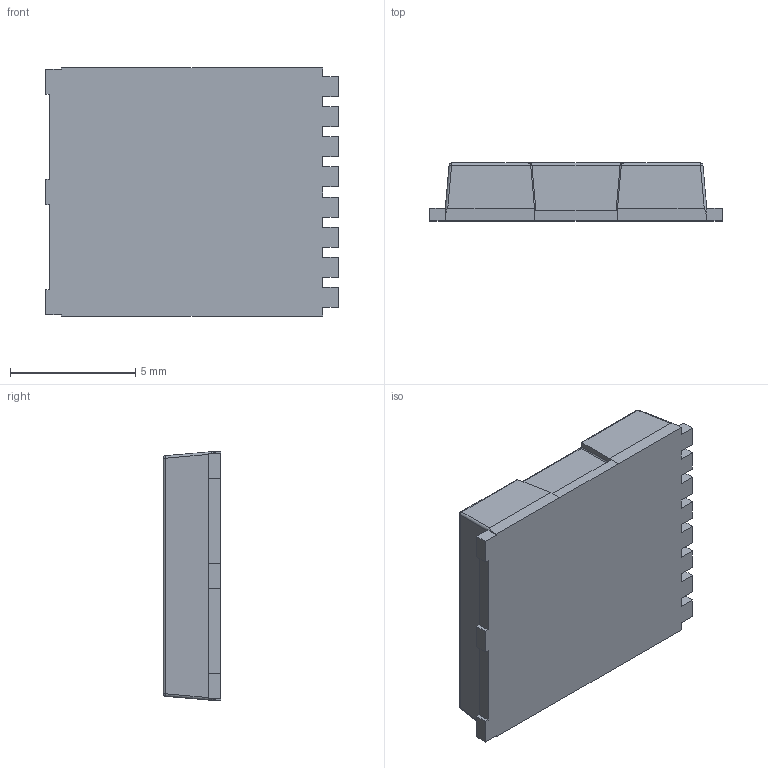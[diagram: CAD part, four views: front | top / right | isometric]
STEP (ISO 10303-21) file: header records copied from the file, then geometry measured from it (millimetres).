
FILE_DESCRIPTION (( 'STEP AP214' ), '1' );
FILE_NAME ('Infineon PG-HSOF-8-1.STEP', '2017-01-06T06:05:40', ( '' ), ( '' ), 'SwSTEP 2.0', 'SolidWorks 2016', '' );
FILE_SCHEMA (( 'AUTOMOTIVE_DESIGN' ));
Length unit declared in the file: millimetre
Products named in the file (1): Infineon PG-HSOF-8-1
Bounding box: 11.68 x 2.3 x 9.9 mm (x, y, z)
Volume: 232.6 mm3; surface area: 317.4 mm2
Topology: 1 solids, 1 shells, 112 faces, 287 edges, 174 vertices
Faces by surface type: plane 78, cylinder 22, bspline 8, sphere 4
Entity records: 3881 total; most frequent: CARTESIAN_POINT 766, ORIENTED_EDGE 566, DIRECTION 485, EDGE_CURVE 283, VECTOR 219, LINE 219, VERTEX_POINT 174, AXIS2_PLACEMENT_3D 133
